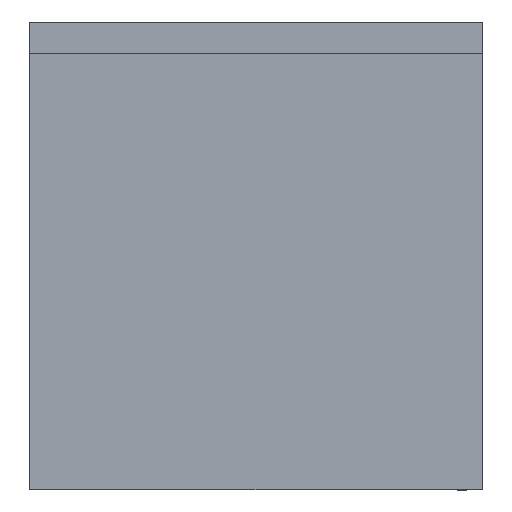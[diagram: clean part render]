
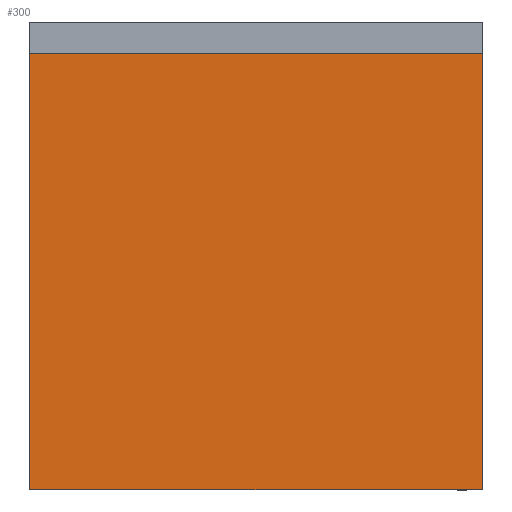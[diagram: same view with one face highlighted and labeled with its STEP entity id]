
A CAD part, left-side view. The second image highlights one B-rep face of the part: STEP entity #300.
In plain terms, the highlighted face is planar.
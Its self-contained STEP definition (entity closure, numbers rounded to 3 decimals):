
#234=CARTESIAN_POINT('Vertex',(83.,-3.,-83.)) ;
#237=CARTESIAN_POINT('Line Origine',(83.,-3.,-41.5)) ;
#241=CARTESIAN_POINT('Vertex',(83.,-3.,0.)) ;
#270=CARTESIAN_POINT('Axis2P3D Location',(83.,-3.,0.)) ;
#275=CARTESIAN_POINT('Line Origine',(83.,40.,-83.)) ;
#279=CARTESIAN_POINT('Vertex',(83.,83.,-83.)) ;
#282=CARTESIAN_POINT('Line Origine',(83.,83.,-41.5)) ;
#286=CARTESIAN_POINT('Vertex',(83.,83.,0.)) ;
#289=CARTESIAN_POINT('Line Origine',(83.,40.,0.)) ;
#238=DIRECTION('Vector Direction',(0.,0.,-1.)) ;
#271=DIRECTION('Axis2P3D Direction',(-1.,0.,0.)) ;
#272=DIRECTION('Axis2P3D XDirection',(0.,1.,0.)) ;
#276=DIRECTION('Vector Direction',(0.,1.,0.)) ;
#283=DIRECTION('Vector Direction',(0.,0.,-1.)) ;
#290=DIRECTION('Vector Direction',(0.,1.,0.)) ;
#273=AXIS2_PLACEMENT_3D('Plane Axis2P3D',#270,#271,#272) ;
#295=ORIENTED_EDGE('',*,*,#281,.T.) ;
#296=ORIENTED_EDGE('',*,*,#288,.F.) ;
#297=ORIENTED_EDGE('',*,*,#293,.F.) ;
#298=ORIENTED_EDGE('',*,*,#243,.T.) ;
#239=VECTOR('Line Direction',#238,1.) ;
#277=VECTOR('Line Direction',#276,1.) ;
#284=VECTOR('Line Direction',#283,1.) ;
#291=VECTOR('Line Direction',#290,1.) ;
#300=ADVANCED_FACE('PartBody',(#299),#274,.F.) ;
#243=EDGE_CURVE('',#242,#235,#240,.T.) ;
#281=EDGE_CURVE('',#235,#280,#278,.T.) ;
#288=EDGE_CURVE('',#287,#280,#285,.T.) ;
#293=EDGE_CURVE('',#242,#287,#292,.T.) ;
#294=EDGE_LOOP('',(#295,#296,#297,#298)) ;
#299=FACE_OUTER_BOUND('',#294,.T.) ;
#240=LINE('Line',#237,#239) ;
#278=LINE('Line',#275,#277) ;
#285=LINE('Line',#282,#284) ;
#292=LINE('Line',#289,#291) ;
#274=PLANE('',#273) ;
#235=VERTEX_POINT('',#234) ;
#242=VERTEX_POINT('',#241) ;
#280=VERTEX_POINT('',#279) ;
#287=VERTEX_POINT('',#286) ;
